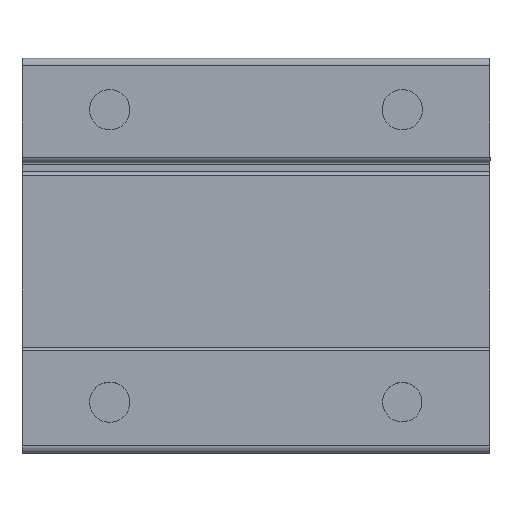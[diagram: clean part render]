
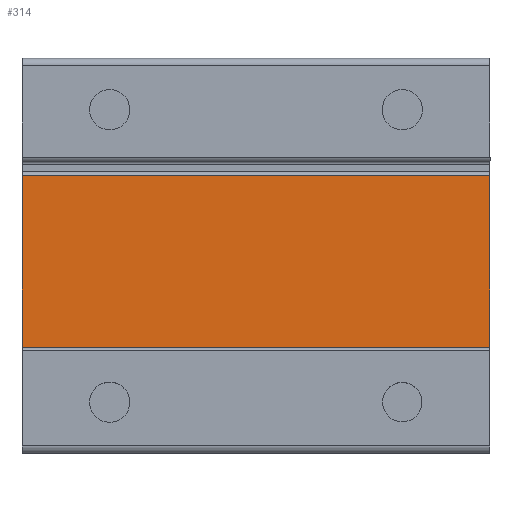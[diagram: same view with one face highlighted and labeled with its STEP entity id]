
A CAD part, top view. The second image highlights one B-rep face of the part: STEP entity #314.
In plain terms, the highlighted planar face has unit normal (0, 0, 1).
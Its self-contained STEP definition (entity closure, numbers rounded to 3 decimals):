
#39 = CARTESIAN_POINT ( 'NONE',  ( -16., -6.25, 9.75 ) ) ;
#65 = DIRECTION ( 'NONE',  ( 0., 1., 0. ) ) ;
#164 = VECTOR ( 'NONE', #1482, 1000. ) ;
#246 = EDGE_CURVE ( 'NONE', #1347, #1554, #688, .T. ) ;
#255 = EDGE_CURVE ( 'NONE', #1218, #968, #1760, .T. ) ;
#296 = EDGE_LOOP ( 'NONE', ( #1027, #801, #1121, #1490 ) ) ;
#314 = ADVANCED_FACE ( 'NONE', ( #440 ), #803, .T. ) ;
#349 = CARTESIAN_POINT ( 'NONE',  ( 16., 6.5, 9.75 ) ) ;
#374 = CARTESIAN_POINT ( 'NONE',  ( -16., 5.5, 9.75 ) ) ;
#415 = DIRECTION ( 'NONE',  ( 1., 0., 0. ) ) ;
#440 = FACE_OUTER_BOUND ( 'NONE', #296, .T. ) ;
#591 = VECTOR ( 'NONE', #65, 1000. ) ;
#610 = VECTOR ( 'NONE', #984, 1000. ) ;
#663 = DIRECTION ( 'NONE',  ( 0., 0., 1. ) ) ;
#670 = DIRECTION ( 'NONE',  ( 1., 0., 0. ) ) ;
#688 = LINE ( 'NONE', #349, #591 ) ;
#707 = CARTESIAN_POINT ( 'NONE',  ( 0., -6.25, 9.75 ) ) ;
#801 = ORIENTED_EDGE ( 'NONE', *, *, #1116, .T. ) ;
#803 = PLANE ( 'NONE',  #1300 ) ;
#968 = VERTEX_POINT ( 'NONE', #39 ) ;
#984 = DIRECTION ( 'NONE',  ( 1., 0., 0. ) ) ;
#1015 = CARTESIAN_POINT ( 'NONE',  ( 16., 5.5, 9.75 ) ) ;
#1027 = ORIENTED_EDGE ( 'NONE', *, *, #255, .T. ) ;
#1087 = LINE ( 'NONE', #1537, #1677 ) ;
#1116 = EDGE_CURVE ( 'NONE', #968, #1347, #1539, .T. ) ;
#1121 = ORIENTED_EDGE ( 'NONE', *, *, #246, .T. ) ;
#1205 = CARTESIAN_POINT ( 'NONE',  ( -16., 6.5, 9.75 ) ) ;
#1218 = VERTEX_POINT ( 'NONE', #374 ) ;
#1300 = AXIS2_PLACEMENT_3D ( 'NONE', #1501, #663, #670 ) ;
#1347 = VERTEX_POINT ( 'NONE', #1842 ) ;
#1352 = EDGE_CURVE ( 'NONE', #1218, #1554, #1087, .T. ) ;
#1482 = DIRECTION ( 'NONE',  ( 0., -1., 0. ) ) ;
#1490 = ORIENTED_EDGE ( 'NONE', *, *, #1352, .F. ) ;
#1501 = CARTESIAN_POINT ( 'NONE',  ( 0., 0., 9.75 ) ) ;
#1537 = CARTESIAN_POINT ( 'NONE',  ( -16., 5.5, 9.75 ) ) ;
#1539 = LINE ( 'NONE', #707, #610 ) ;
#1554 = VERTEX_POINT ( 'NONE', #1015 ) ;
#1677 = VECTOR ( 'NONE', #415, 1000. ) ;
#1760 = LINE ( 'NONE', #1205, #164 ) ;
#1842 = CARTESIAN_POINT ( 'NONE',  ( 16., -6.25, 9.75 ) ) ;
